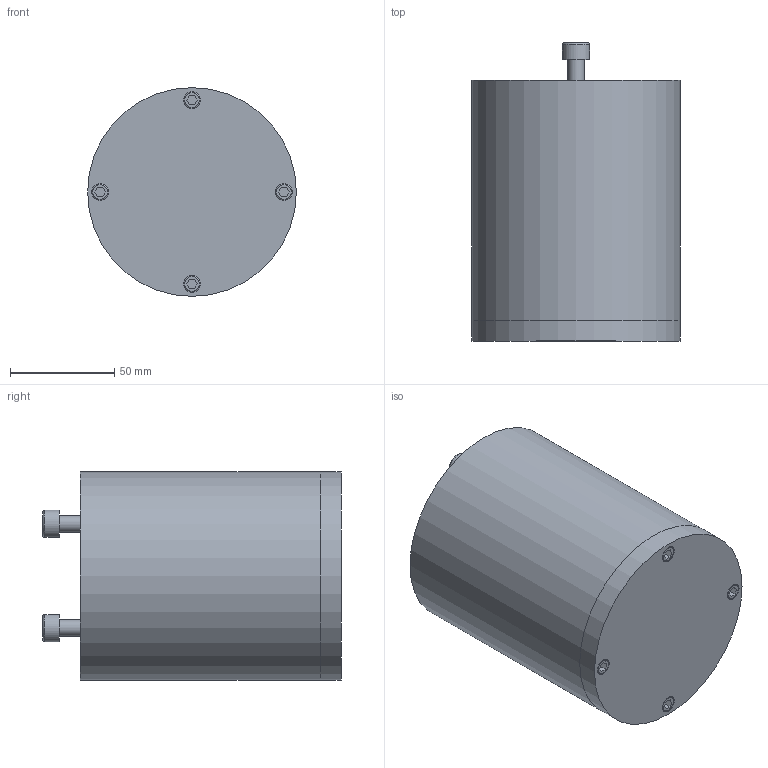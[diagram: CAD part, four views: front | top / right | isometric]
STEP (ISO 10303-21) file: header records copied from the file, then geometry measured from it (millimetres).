
FILE_DESCRIPTION(/* description */ (''),/* implementation_level */ '2;1');
FILE_NAME(/* name */ 'Beyond Plastic_Mould Cup.step',/* time_stamp */ '2020-01-05T14:19:48+01:00',/* author */ (''),/* organization */ (''),/* preprocessor_version */ 'ST-DEVELOPER v18',/* originating_system */ 'Autodesk Translation Framework v8.12.0.6',/* authorisation */ '');
FILE_SCHEMA (('AUTOMOTIVE_DESIGN { 1 0 10303 214 3 1 1 }'));
Length unit declared in the file: millimetre
Products named in the file (10): Beyond Plastic_Mould Cup Final; TOP Aluminium Cylinder; BOTTOM Aluminium Cylinder; Bottom Aluminium Cylinder_1; Bolt M5x50 (2) (1); Bolt M5x50 (2) (1) (2); Bolt M5x50 (2) (1) (2) (1); Bolt M5x50 (2) (1) (2) (2); Bolt M8x10 (1); Bolt M8x10 (1) (1)
Assembly tree (9 placements, depth 2):
  Beyond Plastic_Mould Cup Final
    TOP Aluminium Cylinder
    BOTTOM Aluminium Cylinder
    Bottom Aluminium Cylinder_1
    Bolt M5x50 (2) (1)
    Bolt M5x50 (2) (1) (2)
    Bolt M5x50 (2) (1) (2) (1)
    Bolt M5x50 (2) (1) (2) (2)
    Bolt M8x10 (1)
    Bolt M8x10 (1) (1)
Bounding box: 100 x 143 x 100 mm (x, y, z)
Volume: 932820.5 mm3; surface area: 124868.2 mm2
Topology: 9 solids, 9 shells, 130 faces, 292 edges, 198 vertices
Faces by surface type: plane 72, cylinder 43, cone 8, torus 6, bspline 1
Full cylindrical faces by diameter (mm): 4.234 x8, 4.901 x4, 6.779 x2, 7.866 x2, 8 x8, 13 x2, 48 x1, 74.5 x1, 75 x1, 100 x2
Entity records: 4004 total; most frequent: DIRECTION 709, CARTESIAN_POINT 659, ORIENTED_EDGE 572, EDGE_CURVE 286, AXIS2_PLACEMENT_3D 275, VERTEX_POINT 198, EDGE_LOOP 164, LINE 159
